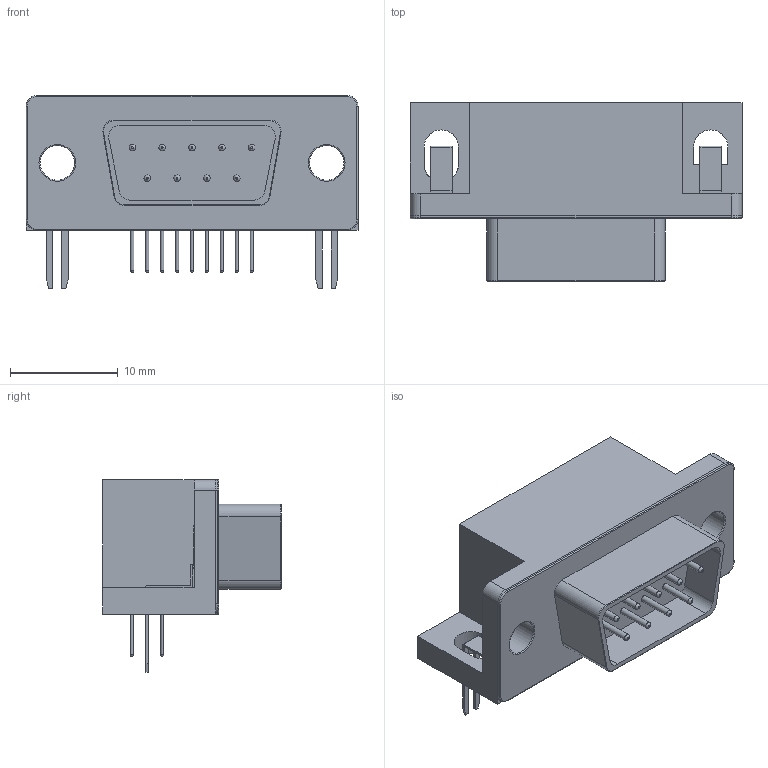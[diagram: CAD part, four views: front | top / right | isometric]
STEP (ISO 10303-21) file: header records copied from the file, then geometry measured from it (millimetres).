
FILE_DESCRIPTION(/* description */ ('model of DSUB-9_Male_Horizontal_P2.77x2.84mm_EdgePinOffset4.94mm_Housed_MountingHolesOffset7.48mm'),/* implementation_level */ '2;1');
FILE_NAME(/* name */ 'DSUB-9_Male_Horizontal_P2.77x2.84mm_EdgePinOffset4.94mm_Housed_MountingHolesOffset7.48mm.step',/* time_stamp */ '2019-01-05T14:20:10',/* author */ ('kicad StepUp','ksu'),/* organization */ ('FreeCAD'),/* preprocessor_version */ 'OCC',/* originating_system */ 'kicad StepUp',/* authorisation */ '');
FILE_SCHEMA(('AUTOMOTIVE_DESIGN { 1 0 10303 214 1 1 1 1 }'));
Length unit declared in the file: millimetre
Products named in the file (1): DSUB_2_male
Bounding box: 30.8 x 16.58 x 17.9 mm (x, y, z)
Volume: 3474.5 mm3; surface area: 2499.1 mm2
Topology: 1 solids, 2 shells, 181 faces, 417 edges, 262 vertices
Faces by surface type: plane 91, cylinder 58, revolution 22, torus 6, cone 4
Full cylindrical faces by diameter (mm): 0.3 x9, 0.6 x18, 3.2 x2, 4 x2
Entity records: 6705 total; most frequent: CARTESIAN_POINT 1132, DIRECTION 921, ORIENTED_EDGE 834, EDGE_CURVE 417, AXIS2_PLACEMENT_3D 328, VERTEX_POINT 262, LINE 243, VECTOR 243
